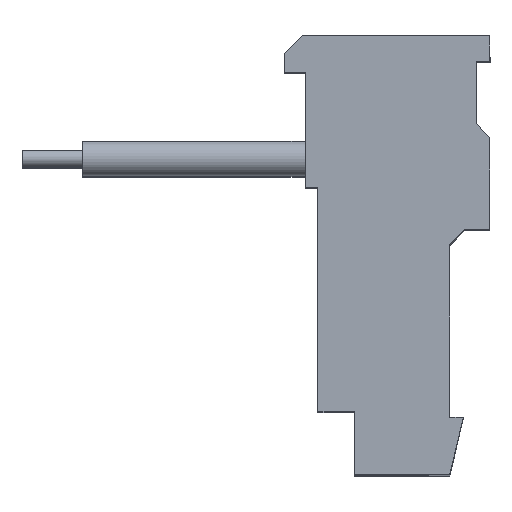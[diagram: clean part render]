
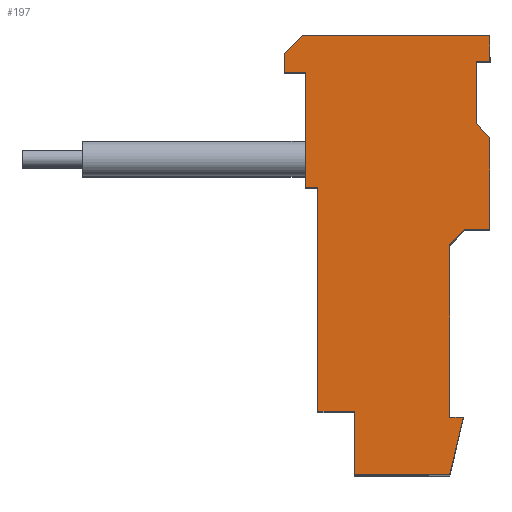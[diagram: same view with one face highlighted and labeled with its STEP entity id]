
A CAD part, top view. The second image highlights one B-rep face of the part: STEP entity #197.
In plain terms, the highlighted planar face has unit normal (0, 0, 1).
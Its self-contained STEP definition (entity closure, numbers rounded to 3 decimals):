
#30=CARTESIAN_POINT('',(0.,0.,5.08));
#31=DIRECTION('',(1.,0.,0.));
#32=DIRECTION('',(0.,0.,1.));
#33=AXIS2_PLACEMENT_3D('',#30,#32,#31);
#34=PLANE('',#33);
#35=CARTESIAN_POINT('',(1.7,-5.327,5.08));
#36=VERTEX_POINT('',#35);
#37=CARTESIAN_POINT('',(1.7,0.373,5.08));
#38=VERTEX_POINT('',#37);
#39=CARTESIAN_POINT('',(1.7,-5.327,5.08));
#40=DIRECTION('',(0.,1.,0.));
#41=VECTOR('',#40,5.7);
#42=LINE('',#39,#41);
#43=EDGE_CURVE('',#36,#38,#42,.T.);
#44=ORIENTED_EDGE('',*,*,#43,.T.);
#45=CARTESIAN_POINT('',(2.2,0.873,5.08));
#46=VERTEX_POINT('',#45);
#47=CARTESIAN_POINT('',(1.7,0.373,5.08));
#48=DIRECTION('',(0.707,0.707,0.));
#49=VECTOR('',#48,0.707);
#50=LINE('',#47,#49);
#51=EDGE_CURVE('',#38,#46,#50,.T.);
#52=ORIENTED_EDGE('',*,*,#51,.T.);
#53=CARTESIAN_POINT('',(3.03,0.873,5.08));
#54=VERTEX_POINT('',#53);
#55=CARTESIAN_POINT('',(2.2,0.873,5.08));
#56=DIRECTION('',(1.,0.,0.));
#57=VECTOR('',#56,0.83);
#58=LINE('',#55,#57);
#59=EDGE_CURVE('',#46,#54,#58,.T.);
#60=ORIENTED_EDGE('',*,*,#59,.T.);
#61=CARTESIAN_POINT('',(3.03,3.873,5.08));
#62=VERTEX_POINT('',#61);
#63=CARTESIAN_POINT('',(3.03,0.873,5.08));
#64=DIRECTION('',(0.,1.,0.));
#65=VECTOR('',#64,3.);
#66=LINE('',#63,#65);
#67=EDGE_CURVE('',#54,#62,#66,.T.);
#68=ORIENTED_EDGE('',*,*,#67,.T.);
#69=CARTESIAN_POINT('',(2.58,4.373,5.08));
#70=VERTEX_POINT('',#69);
#71=CARTESIAN_POINT('',(3.03,3.873,5.08));
#72=DIRECTION('',(-0.669,0.743,0.));
#73=VECTOR('',#72,0.673);
#74=LINE('',#71,#73);
#75=EDGE_CURVE('',#62,#70,#74,.T.);
#76=ORIENTED_EDGE('',*,*,#75,.T.);
#77=CARTESIAN_POINT('',(2.58,6.423,5.08));
#78=VERTEX_POINT('',#77);
#79=CARTESIAN_POINT('',(2.58,4.373,5.08));
#80=DIRECTION('',(0.,1.,0.));
#81=VECTOR('',#80,2.05);
#82=LINE('',#79,#81);
#83=EDGE_CURVE('',#70,#78,#82,.T.);
#84=ORIENTED_EDGE('',*,*,#83,.T.);
#85=CARTESIAN_POINT('',(3.03,6.423,5.08));
#86=VERTEX_POINT('',#85);
#87=CARTESIAN_POINT('',(2.58,6.423,5.08));
#88=DIRECTION('',(1.,0.,0.));
#89=VECTOR('',#88,0.45);
#90=LINE('',#87,#89);
#91=EDGE_CURVE('',#78,#86,#90,.T.);
#92=ORIENTED_EDGE('',*,*,#91,.T.);
#93=CARTESIAN_POINT('',(3.03,7.273,5.08));
#94=VERTEX_POINT('',#93);
#95=CARTESIAN_POINT('',(3.03,6.423,5.08));
#96=DIRECTION('',(0.,1.,0.));
#97=VECTOR('',#96,0.85);
#98=LINE('',#95,#97);
#99=EDGE_CURVE('',#86,#94,#98,.T.);
#100=ORIENTED_EDGE('',*,*,#99,.T.);
#101=CARTESIAN_POINT('',(-3.15,7.273,5.08));
#102=VERTEX_POINT('',#101);
#103=CARTESIAN_POINT('',(3.03,7.273,5.08));
#104=DIRECTION('',(-1.,0.,0.));
#105=VECTOR('',#104,6.18);
#106=LINE('',#103,#105);
#107=EDGE_CURVE('',#94,#102,#106,.T.);
#108=ORIENTED_EDGE('',*,*,#107,.T.);
#109=CARTESIAN_POINT('',(-3.75,6.673,5.08));
#110=VERTEX_POINT('',#109);
#111=CARTESIAN_POINT('',(-3.15,7.273,5.08));
#112=DIRECTION('',(-0.707,-0.707,0.));
#113=VECTOR('',#112,0.849);
#114=LINE('',#111,#113);
#115=EDGE_CURVE('',#102,#110,#114,.T.);
#116=ORIENTED_EDGE('',*,*,#115,.T.);
#117=CARTESIAN_POINT('',(-3.75,6.073,5.08));
#118=VERTEX_POINT('',#117);
#119=CARTESIAN_POINT('',(-3.75,6.673,5.08));
#120=DIRECTION('',(0.,-1.,0.));
#121=VECTOR('',#120,0.6);
#122=LINE('',#119,#121);
#123=EDGE_CURVE('',#110,#118,#122,.T.);
#124=ORIENTED_EDGE('',*,*,#123,.T.);
#125=CARTESIAN_POINT('',(-3.05,6.073,5.08));
#126=VERTEX_POINT('',#125);
#127=CARTESIAN_POINT('',(-3.75,6.073,5.08));
#128=DIRECTION('',(1.,0.,0.));
#129=VECTOR('',#128,0.7);
#130=LINE('',#127,#129);
#131=EDGE_CURVE('',#118,#126,#130,.T.);
#132=ORIENTED_EDGE('',*,*,#131,.T.);
#133=CARTESIAN_POINT('',(-3.05,2.273,5.08));
#134=VERTEX_POINT('',#133);
#135=CARTESIAN_POINT('',(-3.05,6.073,5.08));
#136=DIRECTION('',(0.,-1.,0.));
#137=VECTOR('',#136,3.8);
#138=LINE('',#135,#137);
#139=EDGE_CURVE('',#126,#134,#138,.T.);
#140=ORIENTED_EDGE('',*,*,#139,.T.);
#141=CARTESIAN_POINT('',(-2.65,2.273,5.08));
#142=VERTEX_POINT('',#141);
#143=CARTESIAN_POINT('',(-3.05,2.273,5.08));
#144=DIRECTION('',(1.,0.,0.));
#145=VECTOR('',#144,0.4);
#146=LINE('',#143,#145);
#147=EDGE_CURVE('',#134,#142,#146,.T.);
#148=ORIENTED_EDGE('',*,*,#147,.T.);
#149=CARTESIAN_POINT('',(-2.65,-5.127,5.08));
#150=VERTEX_POINT('',#149);
#151=CARTESIAN_POINT('',(-2.65,2.273,5.08));
#152=DIRECTION('',(0.,-1.,0.));
#153=VECTOR('',#152,7.4);
#154=LINE('',#151,#153);
#155=EDGE_CURVE('',#142,#150,#154,.T.);
#156=ORIENTED_EDGE('',*,*,#155,.T.);
#157=CARTESIAN_POINT('',(-1.45,-5.127,5.08));
#158=VERTEX_POINT('',#157);
#159=CARTESIAN_POINT('',(-2.65,-5.127,5.08));
#160=DIRECTION('',(1.,0.,0.));
#161=VECTOR('',#160,1.2);
#162=LINE('',#159,#161);
#163=EDGE_CURVE('',#150,#158,#162,.T.);
#164=ORIENTED_EDGE('',*,*,#163,.T.);
#165=CARTESIAN_POINT('',(-1.45,-7.227,5.08));
#166=VERTEX_POINT('',#165);
#167=CARTESIAN_POINT('',(-1.45,-5.127,5.08));
#168=DIRECTION('',(0.,-1.,0.));
#169=VECTOR('',#168,2.1);
#170=LINE('',#167,#169);
#171=EDGE_CURVE('',#158,#166,#170,.T.);
#172=ORIENTED_EDGE('',*,*,#171,.T.);
#173=CARTESIAN_POINT('',(1.7,-7.227,5.08));
#174=VERTEX_POINT('',#173);
#175=CARTESIAN_POINT('',(-1.45,-7.227,5.08));
#176=DIRECTION('',(1.,0.,0.));
#177=VECTOR('',#176,3.15);
#178=LINE('',#175,#177);
#179=EDGE_CURVE('',#166,#174,#178,.T.);
#180=ORIENTED_EDGE('',*,*,#179,.T.);
#181=CARTESIAN_POINT('',(2.15,-5.327,5.08));
#182=VERTEX_POINT('',#181);
#183=CARTESIAN_POINT('',(1.7,-7.227,5.08));
#184=DIRECTION('',(0.23,0.973,0.));
#185=VECTOR('',#184,1.953);
#186=LINE('',#183,#185);
#187=EDGE_CURVE('',#174,#182,#186,.T.);
#188=ORIENTED_EDGE('',*,*,#187,.T.);
#189=CARTESIAN_POINT('',(2.15,-5.327,5.08));
#190=DIRECTION('',(-1.,0.,0.));
#191=VECTOR('',#190,0.45);
#192=LINE('',#189,#191);
#193=EDGE_CURVE('',#182,#36,#192,.T.);
#194=ORIENTED_EDGE('',*,*,#193,.T.);
#195=EDGE_LOOP('',(#44,#52,#60,#68,#76,#84,#92,#100,#108,#116,#124,#132,#140,#148,#156,#164,#172,#180,#188,#194));
#196=FACE_OUTER_BOUND('',#195,.T.);
#197=ADVANCED_FACE('',(#196),#34,.T.);
